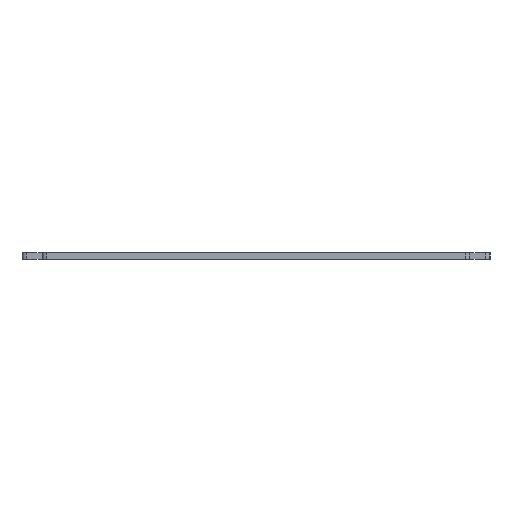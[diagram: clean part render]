
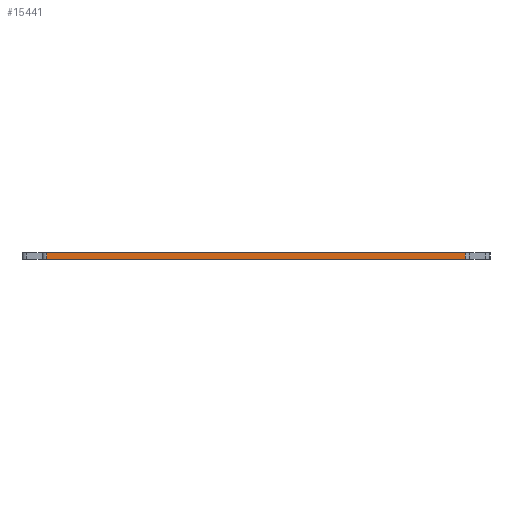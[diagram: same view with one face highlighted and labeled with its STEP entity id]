
A CAD part, left-side view. The second image highlights one B-rep face of the part: STEP entity #15441.
In plain terms, the highlighted planar face has unit normal (-1, 0, 0).
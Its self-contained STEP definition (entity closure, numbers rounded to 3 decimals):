
#536=PLANE('',#16934);
#1291=FACE_OUTER_BOUND('',#2050,.T.);
#2050=EDGE_LOOP('',(#12768,#12769,#12770,#12771));
#3703=LINE('',#25975,#5236);
#3704=LINE('',#25978,#5237);
#3705=LINE('',#25980,#5238);
#3706=LINE('',#25981,#5239);
#5236=VECTOR('',#21423,10.);
#5237=VECTOR('',#21426,10.);
#5238=VECTOR('',#21427,10.);
#5239=VECTOR('',#21428,10.);
#7491=VERTEX_POINT('',#25971);
#7492=VERTEX_POINT('',#25973);
#7493=VERTEX_POINT('',#25977);
#7494=VERTEX_POINT('',#25979);
#9751=EDGE_CURVE('',#7491,#7492,#3703,.T.);
#9752=EDGE_CURVE('',#7491,#7493,#3704,.T.);
#9753=EDGE_CURVE('',#7494,#7492,#3705,.T.);
#9754=EDGE_CURVE('',#7493,#7494,#3706,.T.);
#12768=ORIENTED_EDGE('',*,*,#9752,.F.);
#12769=ORIENTED_EDGE('',*,*,#9751,.T.);
#12770=ORIENTED_EDGE('',*,*,#9753,.F.);
#12771=ORIENTED_EDGE('',*,*,#9754,.F.);
#15441=ADVANCED_FACE('',(#1291),#536,.T.);
#16934=AXIS2_PLACEMENT_3D('',#25976,#21424,#21425);
#21423=DIRECTION('',(0.,0.,1.));
#21424=DIRECTION('center_axis',(-1.,0.,0.));
#21425=DIRECTION('ref_axis',(0.,-1.,0.));
#21426=DIRECTION('',(0.,1.,0.));
#21427=DIRECTION('',(0.,-1.,0.));
#21428=DIRECTION('',(0.,0.,1.));
#25971=CARTESIAN_POINT('',(0.1,-94.25,0.));
#25973=CARTESIAN_POINT('',(0.1,-94.25,1.5));
#25975=CARTESIAN_POINT('',(0.1,-94.25,0.));
#25976=CARTESIAN_POINT('Origin',(0.1,-1.,0.));
#25977=CARTESIAN_POINT('',(0.1,-1.,0.));
#25978=CARTESIAN_POINT('',(0.1,-94.25,0.));
#25979=CARTESIAN_POINT('',(0.1,-1.,1.5));
#25980=CARTESIAN_POINT('',(0.1,-94.25,1.5));
#25981=CARTESIAN_POINT('',(0.1,-1.,0.));
